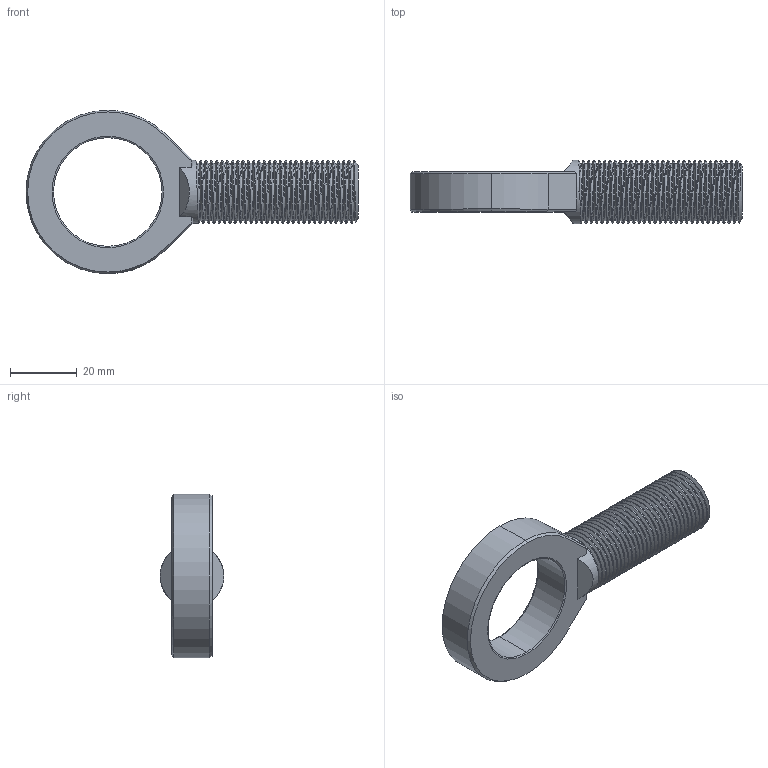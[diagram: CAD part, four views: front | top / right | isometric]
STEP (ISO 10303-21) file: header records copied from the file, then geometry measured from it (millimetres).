
FILE_DESCRIPTION (( 'STEP AP214' ), '1' );
FILE_NAME ('Support rotule 700 raptor.STEP', '2022-10-09T10:06:04', ( '' ), ( '' ), 'SwSTEP 2.0', 'SolidWorks 2022', '' );
FILE_SCHEMA (( 'AUTOMOTIVE_DESIGN' ));
Length unit declared in the file: millimetre
Products named in the file (1): Support rotule 700 raptor
Bounding box: 99.5 x 19.05 x 49 mm (x, y, z)
Volume: 26077.8 mm3; surface area: 9765.1 mm2
Topology: 1 solids, 1 shells, 102 faces, 279 edges, 179 vertices
Faces by surface type: cylinder 67, plane 20, cone 12, bspline 3
Entity records: 7841 total; most frequent: CARTESIAN_POINT 5632, ORIENTED_EDGE 558, DIRECTION 364, EDGE_CURVE 279, VERTEX_POINT 179, AXIS2_PLACEMENT_3D 126, LINE 112, VECTOR 112
